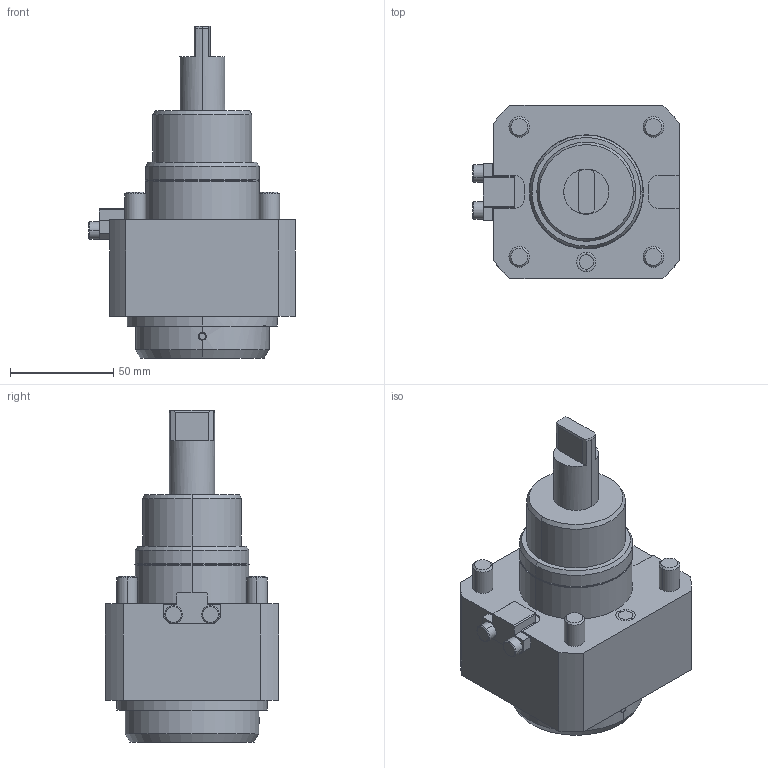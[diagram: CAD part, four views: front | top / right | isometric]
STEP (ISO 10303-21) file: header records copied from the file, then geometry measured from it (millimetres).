
FILE_DESCRIPTION(('HOOPS Exchange Step'),'2;1');
FILE_NAME('Modelcomposition.stp','2024-07-06T21:05:16+00:00',('toolarena-modelservice-ewspro'),('Unknown organisation'),'HOOPS Exchange 2021.2','HOOPS Exchange','Unknown authorisation');
FILE_SCHEMA( ('AP242_MANAGED_MODEL_BASED_3D_ENGINEERING_MIM_LF {1 0 10303 442 1 1 4 }') );
Length unit declared in the file: millimetre
Products named in the file (1): EWS_208572_DIN4003
Bounding box: 100 x 84 x 161 mm (x, y, z)
Volume: 540823.6 mm3; surface area: 48580.3 mm2
Topology: 1 solids, 1 shells, 135 faces, 337 edges, 219 vertices
Faces by surface type: plane 62, cylinder 39, cone 22, torus 10, sphere 2
Entity records: 4164 total; most frequent: CARTESIAN_POINT 772, DIRECTION 756, ORIENTED_EDGE 674, EDGE_CURVE 337, AXIS2_PLACEMENT_3D 287, VERTEX_POINT 219, VECTOR 182, LINE 182
